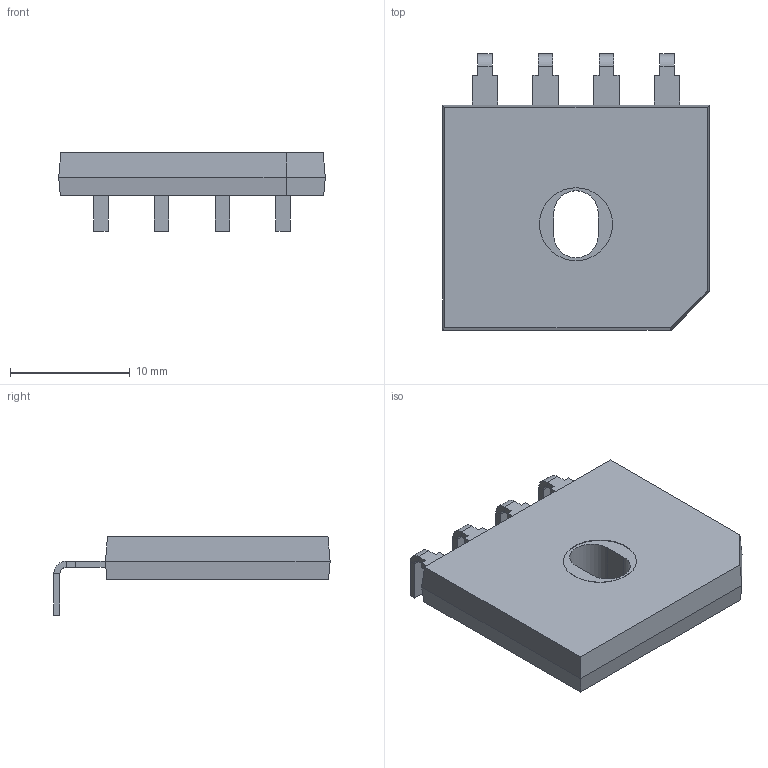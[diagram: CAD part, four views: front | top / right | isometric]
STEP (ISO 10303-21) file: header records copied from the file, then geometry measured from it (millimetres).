
FILE_DESCRIPTION(('STEP AP214'), '1');
FILE_NAME('GBU', '2019-09-26T22:26:11', ('AF'), (''), 'UNSPECIFIED', 'UNSPECIFIED', '');
FILE_SCHEMA(('AUTOMOTIVE_DESIGN { 1 0 10303 214 3 1 1}'));
Length unit declared in the file: millimetre
Bounding box: 22.3 x 23.11 x 6.56 mm (x, y, z)
Volume: 1415.9 mm3; surface area: 1267.8 mm2
Topology: 5 solids, 5 shells, 112 faces, 258 edges, 161 vertices
Faces by surface type: plane 99, cylinder 13
Full cylindrical faces by diameter (mm): 2.15 x2, 6.105 x1
Entity records: 4052 total; most frequent: CARTESIAN_POINT 525, DIRECTION 511, ORIENTED_EDGE 502, EDGE_CURVE 251, LINE 225, VECTOR 225, VERTEX_POINT 157, AXIS2_PLACEMENT_3D 143
